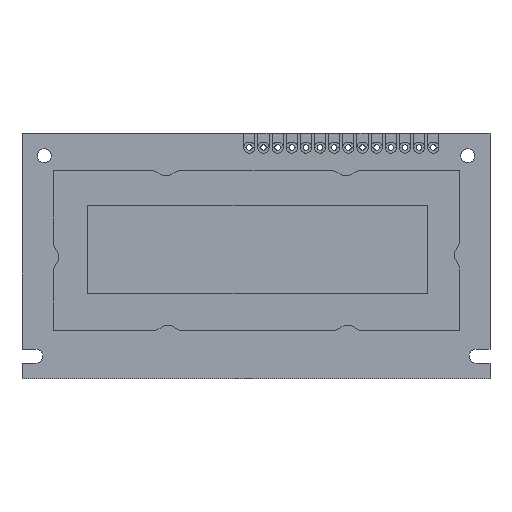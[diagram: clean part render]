
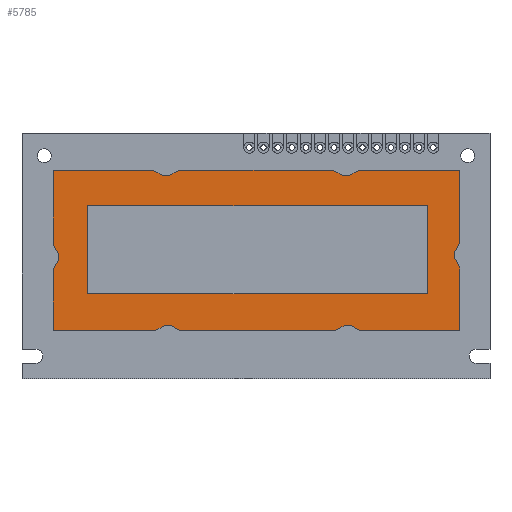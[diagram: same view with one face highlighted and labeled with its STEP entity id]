
A CAD part, top view. The second image highlights one B-rep face of the part: STEP entity #5785.
In plain terms, the highlighted planar face has unit normal (0, 0, 1).
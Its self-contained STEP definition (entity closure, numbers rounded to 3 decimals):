
#3809 = EDGE_CURVE('',#3810,#3812,#3814,.T.);
#3810 = VERTEX_POINT('',#3811);
#3811 = CARTESIAN_POINT('',(-35.2,-32.81,11.));
#3812 = VERTEX_POINT('',#3813);
#3813 = CARTESIAN_POINT('',(-35.2,-21.918,11.));
#3814 = LINE('',#3815,#3816);
#3815 = CARTESIAN_POINT('',(-35.2,-32.81,11.));
#3816 = VECTOR('',#3817,1.);
#3817 = DIRECTION('',(0.,1.,0.));
#3842 = EDGE_CURVE('',#3812,#3843,#3845,.T.);
#3843 = VERTEX_POINT('',#3844);
#3844 = CARTESIAN_POINT('',(-34.3,-20.295,11.));
#3845 = LINE('',#3846,#3847);
#3846 = CARTESIAN_POINT('',(-36.673,-24.576,11.));
#3847 = VECTOR('',#3848,1.);
#3848 = DIRECTION('',(0.485,0.875,0.));
#3864 = EDGE_CURVE('',#3843,#3865,#3867,.T.);
#3865 = VERTEX_POINT('',#3866);
#3866 = CARTESIAN_POINT('',(-34.3,-19.,11.));
#3867 = LINE('',#3868,#3869);
#3868 = CARTESIAN_POINT('',(-34.3,-22.,11.));
#3869 = VECTOR('',#3870,1.);
#3870 = DIRECTION('',(0.,1.,0.));
#3888 = EDGE_CURVE('',#3865,#3889,#3891,.T.);
#3889 = VERTEX_POINT('',#3890);
#3890 = CARTESIAN_POINT('',(-35.2,-17.376,11.));
#3891 = LINE('',#3892,#3893);
#3892 = CARTESIAN_POINT('',(-34.3,-19.,11.));
#3893 = VECTOR('',#3894,1.);
#3894 = DIRECTION('',(-0.485,0.875,0.));
#3912 = EDGE_CURVE('',#3889,#3913,#3915,.T.);
#3913 = VERTEX_POINT('',#3914);
#3914 = CARTESIAN_POINT('',(-35.2,-4.11,11.));
#3915 = LINE('',#3916,#3917);
#3916 = CARTESIAN_POINT('',(-35.2,-32.81,11.));
#3917 = VECTOR('',#3918,1.);
#3918 = DIRECTION('',(0.,1.,0.));
#3938 = EDGE_CURVE('',#3913,#3939,#3941,.T.);
#3939 = VERTEX_POINT('',#3940);
#3940 = CARTESIAN_POINT('',(-17.2,-4.11,11.));
#3941 = LINE('',#3942,#3943);
#3942 = CARTESIAN_POINT('',(-35.2,-4.11,11.));
#3943 = VECTOR('',#3944,1.);
#3944 = DIRECTION('',(1.,0.,0.));
#3962 = EDGE_CURVE('',#3939,#3963,#3965,.T.);
#3963 = VERTEX_POINT('',#3964);
#3964 = CARTESIAN_POINT('',(-15.595,-5.,11.));
#3965 = LINE('',#3966,#3967);
#3966 = CARTESIAN_POINT('',(-19.876,-2.627,11.));
#3967 = VECTOR('',#3968,1.);
#3968 = DIRECTION('',(0.875,-0.485,0.));
#3984 = EDGE_CURVE('',#3963,#3985,#3987,.T.);
#3985 = VERTEX_POINT('',#3986);
#3986 = CARTESIAN_POINT('',(-14.3,-5.,11.));
#3987 = LINE('',#3988,#3989);
#3988 = CARTESIAN_POINT('',(-17.3,-5.,11.));
#3989 = VECTOR('',#3990,1.);
#3990 = DIRECTION('',(1.,0.,0.));
#4008 = EDGE_CURVE('',#3985,#4009,#4011,.T.);
#4009 = VERTEX_POINT('',#4010);
#4010 = CARTESIAN_POINT('',(-12.694,-4.11,11.));
#4011 = LINE('',#4012,#4013);
#4012 = CARTESIAN_POINT('',(-14.3,-5.,11.));
#4013 = VECTOR('',#4014,1.);
#4014 = DIRECTION('',(0.875,0.485,0.));
#4034 = EDGE_CURVE('',#4009,#4035,#4037,.T.);
#4035 = VERTEX_POINT('',#4036);
#4036 = CARTESIAN_POINT('',(15.1,-4.11,11.));
#4037 = LINE('',#4038,#4039);
#4038 = CARTESIAN_POINT('',(-35.2,-4.11,11.));
#4039 = VECTOR('',#4040,1.);
#4040 = DIRECTION('',(1.,0.,0.));
#4058 = EDGE_CURVE('',#4035,#4059,#4061,.T.);
#4059 = VERTEX_POINT('',#4060);
#4060 = CARTESIAN_POINT('',(16.705,-5.,11.));
#4061 = LINE('',#4062,#4063);
#4062 = CARTESIAN_POINT('',(12.424,-2.627,11.));
#4063 = VECTOR('',#4064,1.);
#4064 = DIRECTION('',(0.875,-0.485,0.));
#4080 = EDGE_CURVE('',#4059,#4081,#4083,.T.);
#4081 = VERTEX_POINT('',#4082);
#4082 = CARTESIAN_POINT('',(18.,-5.,11.));
#4083 = LINE('',#4084,#4085);
#4084 = CARTESIAN_POINT('',(15.,-5.,11.));
#4085 = VECTOR('',#4086,1.);
#4086 = DIRECTION('',(1.,0.,0.));
#4104 = EDGE_CURVE('',#4081,#4105,#4107,.T.);
#4105 = VERTEX_POINT('',#4106);
#4106 = CARTESIAN_POINT('',(19.606,-4.11,11.));
#4107 = LINE('',#4108,#4109);
#4108 = CARTESIAN_POINT('',(18.,-5.,11.));
#4109 = VECTOR('',#4110,1.);
#4110 = DIRECTION('',(0.875,0.485,0.));
#4130 = EDGE_CURVE('',#4105,#4131,#4133,.T.);
#4131 = VERTEX_POINT('',#4132);
#4132 = CARTESIAN_POINT('',(37.8,-4.11,11.));
#4133 = LINE('',#4134,#4135);
#4134 = CARTESIAN_POINT('',(-35.2,-4.11,11.));
#4135 = VECTOR('',#4136,1.);
#4136 = DIRECTION('',(1.,0.,0.));
#4152 = EDGE_CURVE('',#4153,#4131,#4155,.T.);
#4153 = VERTEX_POINT('',#4154);
#4154 = CARTESIAN_POINT('',(37.8,-17.082,11.));
#4155 = LINE('',#4156,#4157);
#4156 = CARTESIAN_POINT('',(37.8,-32.81,11.));
#4157 = VECTOR('',#4158,1.);
#4158 = DIRECTION('',(0.,1.,0.));
#4178 = EDGE_CURVE('',#4153,#4179,#4181,.T.);
#4179 = VERTEX_POINT('',#4180);
#4180 = CARTESIAN_POINT('',(36.9,-18.705,11.));
#4181 = LINE('',#4182,#4183);
#4182 = CARTESIAN_POINT('',(39.273,-14.424,11.));
#4183 = VECTOR('',#4184,1.);
#4184 = DIRECTION('',(-0.485,-0.875,0.));
#4200 = EDGE_CURVE('',#4179,#4201,#4203,.T.);
#4201 = VERTEX_POINT('',#4202);
#4202 = CARTESIAN_POINT('',(36.9,-20.,11.));
#4203 = LINE('',#4204,#4205);
#4204 = CARTESIAN_POINT('',(36.9,-17.,11.));
#4205 = VECTOR('',#4206,1.);
#4206 = DIRECTION('',(0.,-1.,0.));
#4224 = EDGE_CURVE('',#4201,#4225,#4227,.T.);
#4225 = VERTEX_POINT('',#4226);
#4226 = CARTESIAN_POINT('',(37.8,-21.624,11.));
#4227 = LINE('',#4228,#4229);
#4228 = CARTESIAN_POINT('',(36.9,-20.,11.));
#4229 = VECTOR('',#4230,1.);
#4230 = DIRECTION('',(0.485,-0.875,0.));
#4248 = EDGE_CURVE('',#4249,#4225,#4251,.T.);
#4249 = VERTEX_POINT('',#4250);
#4250 = CARTESIAN_POINT('',(37.8,-32.81,11.));
#4251 = LINE('',#4252,#4253);
#4252 = CARTESIAN_POINT('',(37.8,-32.81,11.));
#4253 = VECTOR('',#4254,1.);
#4254 = DIRECTION('',(0.,1.,0.));
#4274 = VERTEX_POINT('',#4275);
#4275 = CARTESIAN_POINT('',(19.756,-32.81,11.));
#4281 = EDGE_CURVE('',#4274,#4249,#4282,.T.);
#4282 = LINE('',#4283,#4284);
#4283 = CARTESIAN_POINT('',(-35.2,-32.81,11.));
#4284 = VECTOR('',#4285,1.);
#4285 = DIRECTION('',(1.,0.,0.));
#4298 = EDGE_CURVE('',#4274,#4299,#4301,.T.);
#4299 = VERTEX_POINT('',#4300);
#4300 = CARTESIAN_POINT('',(18.295,-32.,11.));
#4301 = LINE('',#4302,#4303);
#4302 = CARTESIAN_POINT('',(22.576,-34.373,11.));
#4303 = VECTOR('',#4304,1.);
#4304 = DIRECTION('',(-0.875,0.485,0.));
#4320 = EDGE_CURVE('',#4299,#4321,#4323,.T.);
#4321 = VERTEX_POINT('',#4322);
#4322 = CARTESIAN_POINT('',(17.,-32.,11.));
#4323 = LINE('',#4324,#4325);
#4324 = CARTESIAN_POINT('',(20.,-32.,11.));
#4325 = VECTOR('',#4326,1.);
#4326 = DIRECTION('',(-1.,0.,0.));
#4344 = EDGE_CURVE('',#4321,#4345,#4347,.T.);
#4345 = VERTEX_POINT('',#4346);
#4346 = CARTESIAN_POINT('',(15.539,-32.81,11.));
#4347 = LINE('',#4348,#4349);
#4348 = CARTESIAN_POINT('',(17.,-32.,11.));
#4349 = VECTOR('',#4350,1.);
#4350 = DIRECTION('',(-0.875,-0.485,0.));
#4370 = VERTEX_POINT('',#4371);
#4371 = CARTESIAN_POINT('',(-12.544,-32.81,11.));
#4377 = EDGE_CURVE('',#4370,#4345,#4378,.T.);
#4378 = LINE('',#4379,#4380);
#4379 = CARTESIAN_POINT('',(-35.2,-32.81,11.));
#4380 = VECTOR('',#4381,1.);
#4381 = DIRECTION('',(1.,0.,0.));
#4394 = EDGE_CURVE('',#4370,#4395,#4397,.T.);
#4395 = VERTEX_POINT('',#4396);
#4396 = CARTESIAN_POINT('',(-14.005,-32.,11.));
#4397 = LINE('',#4398,#4399);
#4398 = CARTESIAN_POINT('',(-9.724,-34.373,11.));
#4399 = VECTOR('',#4400,1.);
#4400 = DIRECTION('',(-0.875,0.485,0.));
#4416 = EDGE_CURVE('',#4395,#4417,#4419,.T.);
#4417 = VERTEX_POINT('',#4418);
#4418 = CARTESIAN_POINT('',(-15.3,-32.,11.));
#4419 = LINE('',#4420,#4421);
#4420 = CARTESIAN_POINT('',(-12.3,-32.,11.));
#4421 = VECTOR('',#4422,1.);
#4422 = DIRECTION('',(-1.,0.,0.));
#4440 = EDGE_CURVE('',#4417,#4441,#4443,.T.);
#4441 = VERTEX_POINT('',#4442);
#4442 = CARTESIAN_POINT('',(-16.761,-32.81,11.));
#4443 = LINE('',#4444,#4445);
#4444 = CARTESIAN_POINT('',(-15.3,-32.,11.));
#4445 = VECTOR('',#4446,1.);
#4446 = DIRECTION('',(-0.875,-0.485,0.));
#4466 = EDGE_CURVE('',#3810,#4441,#4467,.T.);
#4467 = LINE('',#4468,#4469);
#4468 = CARTESIAN_POINT('',(-35.2,-32.81,11.));
#4469 = VECTOR('',#4470,1.);
#4470 = DIRECTION('',(1.,0.,0.));
#5785 = ADVANCED_FACE('',(#5786,#5816),#5850,.T.);
#5786 = FACE_BOUND('',#5787,.T.);
#5787 = EDGE_LOOP('',(#5788,#5789,#5790,#5791,#5792,#5793,#5794,#5795,
    #5796,#5797,#5798,#5799,#5800,#5801,#5802,#5803,#5804,#5805,#5806,
    #5807,#5808,#5809,#5810,#5811,#5812,#5813,#5814,#5815));
#5788 = ORIENTED_EDGE('',*,*,#3938,.F.);
#5789 = ORIENTED_EDGE('',*,*,#3912,.F.);
#5790 = ORIENTED_EDGE('',*,*,#3888,.F.);
#5791 = ORIENTED_EDGE('',*,*,#3864,.F.);
#5792 = ORIENTED_EDGE('',*,*,#3842,.F.);
#5793 = ORIENTED_EDGE('',*,*,#3809,.F.);
#5794 = ORIENTED_EDGE('',*,*,#4466,.T.);
#5795 = ORIENTED_EDGE('',*,*,#4440,.F.);
#5796 = ORIENTED_EDGE('',*,*,#4416,.F.);
#5797 = ORIENTED_EDGE('',*,*,#4394,.F.);
#5798 = ORIENTED_EDGE('',*,*,#4377,.T.);
#5799 = ORIENTED_EDGE('',*,*,#4344,.F.);
#5800 = ORIENTED_EDGE('',*,*,#4320,.F.);
#5801 = ORIENTED_EDGE('',*,*,#4298,.F.);
#5802 = ORIENTED_EDGE('',*,*,#4281,.T.);
#5803 = ORIENTED_EDGE('',*,*,#4248,.T.);
#5804 = ORIENTED_EDGE('',*,*,#4224,.F.);
#5805 = ORIENTED_EDGE('',*,*,#4200,.F.);
#5806 = ORIENTED_EDGE('',*,*,#4178,.F.);
#5807 = ORIENTED_EDGE('',*,*,#4152,.T.);
#5808 = ORIENTED_EDGE('',*,*,#4130,.F.);
#5809 = ORIENTED_EDGE('',*,*,#4104,.F.);
#5810 = ORIENTED_EDGE('',*,*,#4080,.F.);
#5811 = ORIENTED_EDGE('',*,*,#4058,.F.);
#5812 = ORIENTED_EDGE('',*,*,#4034,.F.);
#5813 = ORIENTED_EDGE('',*,*,#4008,.F.);
#5814 = ORIENTED_EDGE('',*,*,#3984,.F.);
#5815 = ORIENTED_EDGE('',*,*,#3962,.F.);
#5816 = FACE_BOUND('',#5817,.T.);
#5817 = EDGE_LOOP('',(#5818,#5828,#5836,#5844));
#5818 = ORIENTED_EDGE('',*,*,#5819,.T.);
#5819 = EDGE_CURVE('',#5820,#5822,#5824,.T.);
#5820 = VERTEX_POINT('',#5821);
#5821 = CARTESIAN_POINT('',(-29.02,-10.45,11.));
#5822 = VERTEX_POINT('',#5823);
#5823 = CARTESIAN_POINT('',(31.98,-10.45,11.));
#5824 = LINE('',#5825,#5826);
#5825 = CARTESIAN_POINT('',(-29.02,-10.45,11.));
#5826 = VECTOR('',#5827,1.);
#5827 = DIRECTION('',(1.,0.,0.));
#5828 = ORIENTED_EDGE('',*,*,#5829,.F.);
#5829 = EDGE_CURVE('',#5830,#5822,#5832,.T.);
#5830 = VERTEX_POINT('',#5831);
#5831 = CARTESIAN_POINT('',(31.98,-26.25,11.));
#5832 = LINE('',#5833,#5834);
#5833 = CARTESIAN_POINT('',(31.98,-26.25,11.));
#5834 = VECTOR('',#5835,1.);
#5835 = DIRECTION('',(0.,1.,0.));
#5836 = ORIENTED_EDGE('',*,*,#5837,.F.);
#5837 = EDGE_CURVE('',#5838,#5830,#5840,.T.);
#5838 = VERTEX_POINT('',#5839);
#5839 = CARTESIAN_POINT('',(-29.02,-26.25,11.));
#5840 = LINE('',#5841,#5842);
#5841 = CARTESIAN_POINT('',(-29.02,-26.25,11.));
#5842 = VECTOR('',#5843,1.);
#5843 = DIRECTION('',(1.,0.,0.));
#5844 = ORIENTED_EDGE('',*,*,#5845,.T.);
#5845 = EDGE_CURVE('',#5838,#5820,#5846,.T.);
#5846 = LINE('',#5847,#5848);
#5847 = CARTESIAN_POINT('',(-29.02,-26.25,11.));
#5848 = VECTOR('',#5849,1.);
#5849 = DIRECTION('',(0.,1.,0.));
#5850 = PLANE('',#5851);
#5851 = AXIS2_PLACEMENT_3D('',#5852,#5853,#5854);
#5852 = CARTESIAN_POINT('',(-35.2,-32.81,11.));
#5853 = DIRECTION('',(0.,0.,1.));
#5854 = DIRECTION('',(1.,0.,0.));
